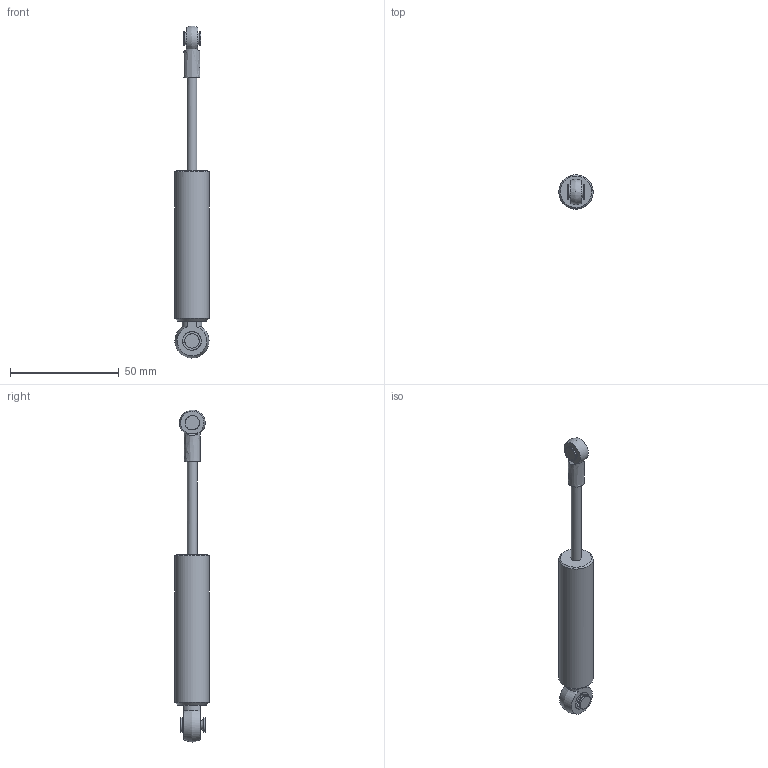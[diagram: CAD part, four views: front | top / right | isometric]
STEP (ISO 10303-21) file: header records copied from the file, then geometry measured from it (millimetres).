
FILE_DESCRIPTION(('FreeCAD Model'),'2;1');
FILE_NAME('Open CASCADE Shape Model','2025-05-02T08:17:08',('FreeCAD'),( 'FreeCAD'),'Open CASCADE STEP processor 7.6','FreeCAD','Unknown');
FILE_SCHEMA(('AUTOMOTIVE_DESIGN { 1 0 10303 214 1 1 1 1 }'));
Length unit declared in the file: millimetre
Products named in the file (1): Open CASCADE STEP translator 7.6 1
Bounding box: 15.71 x 15.72 x 152.46 mm (x, y, z)
Volume: 5824.4 mm3; surface area: 10121.8 mm2
Topology: 6 solids, 6 shells, 58 faces, 127 edges, 85 vertices
Faces by surface type: bspline 58
Entity records: 2221 total; most frequent: CARTESIAN_POINT 1475, ORIENTED_EDGE 236, EDGE_CURVE 118, VERTEX_POINT 85, FACE_BOUND 77, EDGE_LOOP 75, ADVANCED_FACE 58, B_SPLINE_CURVE_WITH_KNOTS 43
